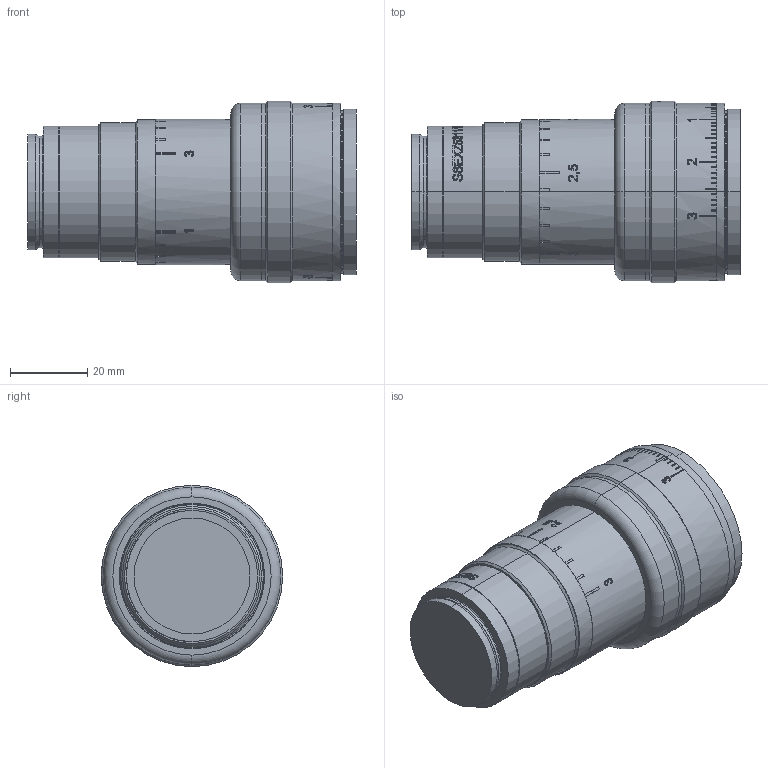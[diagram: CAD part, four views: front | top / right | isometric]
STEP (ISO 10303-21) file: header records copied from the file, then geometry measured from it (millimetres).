
FILE_DESCRIPTION (( 'STEP AP203' ), '1' );
FILE_NAME ('S6EXZ5311_121.STEP', '2015-06-25T07:47:18', ( 'poweredge' ), ( 'Hewlett-Packard Company' ), 'SwSTEP 2.0', 'SolidWorks 2014', '' );
FILE_SCHEMA (( 'CONFIG_CONTROL_DESIGN' ));
Products named in the file (1): S6EXZ5311_121
Bounding box: 85.18 x 47 x 47 mm (x, y, z)
Volume: 106242.1 mm3; surface area: 15020.7 mm2
Topology: 1 solids, 1 shells, 1030 faces, 2720 edges, 1746 vertices
Faces by surface type: plane 526, bspline 323, cylinder 155, cone 14, torus 12
Entity records: 65800 total; most frequent: CARTESIAN_POINT 41900, ORIENTED_EDGE 5440, DIRECTION 4193, EDGE_CURVE 2720, VERTEX_POINT 1746, AXIS2_PLACEMENT_3D 1417, LINE 1359, VECTOR 1359
